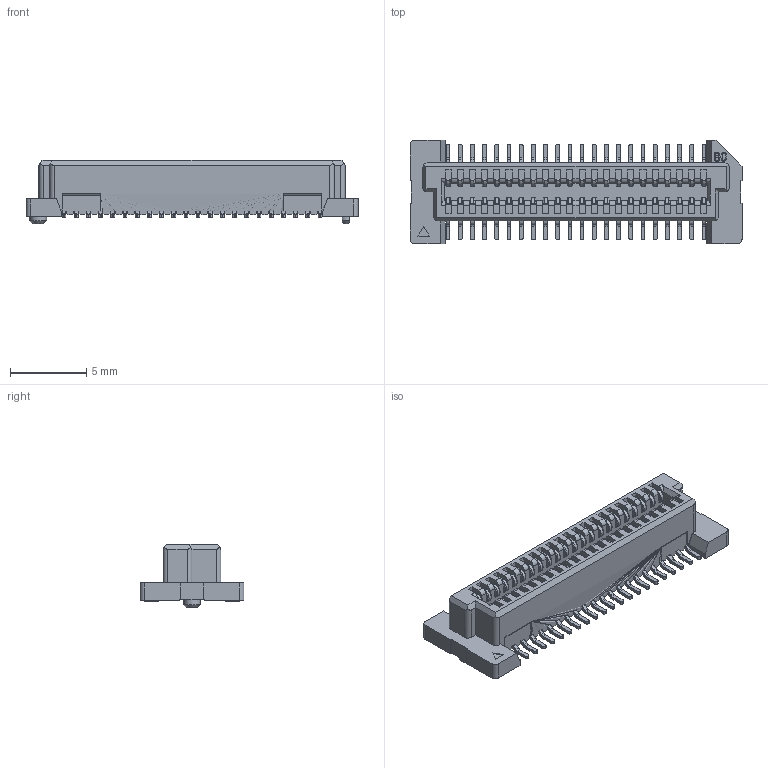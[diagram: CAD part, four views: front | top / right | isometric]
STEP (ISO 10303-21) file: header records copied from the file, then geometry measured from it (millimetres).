
FILE_DESCRIPTION( ('This file contains a STEP AP42 implementation' ,'as created by ZW3D STEP Interface translator.') ,'2;1' );
FILE_NAME( '3616-SXXX-037XXR01.stp' ,'23 322.154348', (''), ('ZWCAD Software Co.'), 'Version 1.0', 'ZW3D to STEP translator', '' );
FILE_SCHEMA(('AUTOMOTIVE_DESIGN { 1 0 10303 214 1 1 1 1 }'));
Length unit declared in the file: millimetre
Products named in the file (2): 0; 3616-SXXX-037XXR01
Bounding box: 21.8 x 6.8 x 4.2 mm (x, y, z)
Volume: 221.2 mm3; surface area: 594.1 mm2
Topology: 1 solids, 1 shells, 2213 faces, 6334 edges, 4131 vertices
Faces by surface type: plane 1662, cylinder 321, bspline 228, cone 2
Full cylindrical faces by diameter (mm): 1.1 x1
Entity records: 80822 total; most frequent: CARTESIAN_POINT 22195, ORIENTED_EDGE 12668, DIRECTION 10571, EDGE_CURVE 6330, VECTOR 4961, LINE 4961, VERTEX_POINT 4131, AXIS2_PLACEMENT_3D 2805
